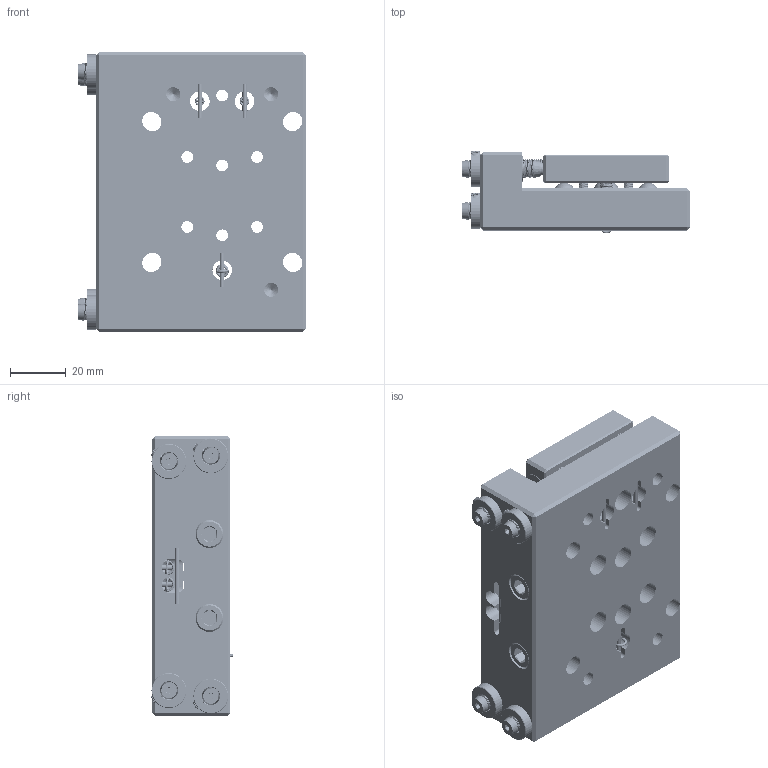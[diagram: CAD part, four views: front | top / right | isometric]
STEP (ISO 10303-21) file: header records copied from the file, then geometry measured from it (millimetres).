
FILE_DESCRIPTION(/* description */ (''),/* implementation_level */ '2;1');
FILE_NAME(/* name */ 'MSTAGEv1.4.step',/* time_stamp */ '2021-05-05T11:01:03+03:00',/* author */ (''),/* organization */ (''),/* preprocessor_version */ 'ST-DEVELOPER v18.1',/* originating_system */ 'Autodesk Translation Framework v10.6.0.1341',/* authorisation */ '');
FILE_SCHEMA (('AUTOMOTIVE_DESIGN { 1 0 10303 214 3 1 1 }'));
Products named in the file (1): MSTAGEv1.4
Bounding box: 81.63 x 29.5 x 100 mm (x, y, z)
Volume: 147156.2 mm3; surface area: 67695.4 mm2
Topology: 47 solids, 47 shells, 1397 faces, 3515 edges, 2231 vertices
Faces by surface type: cylinder 700, plane 408, cone 179, bspline 62, torus 41, sphere 7
Full cylindrical faces by diameter (mm): 0.665 x8, 0.76 x8, 0.855 x4, 0.891 x2, 1.5 x7, 1.6 x4, 2 x6, 2.35 x20, 2.529 x4, 3 x12, 4.2 x7, 4.701 x26, 4.775 x4, 5.035 x13, 5.5 x2, 5.791 x64, 6 x28, 6.118 x4, 6.279 x118, 7 x10, 7.5 x7, 8 x11, 8.115 x4, 8.623 x4, 8.65 x4, 8.8 x4, 9 x4, 9.1 x4, 9.144 x4, 10 x5
Entity records: 97627 total; most frequent: CARTESIAN_POINT 65935, ORIENTED_EDGE 6956, DIRECTION 5914, EDGE_CURVE 3478, AXIS2_PLACEMENT_3D 2246, VERTEX_POINT 2231, EDGE_LOOP 1559, LINE 1422
